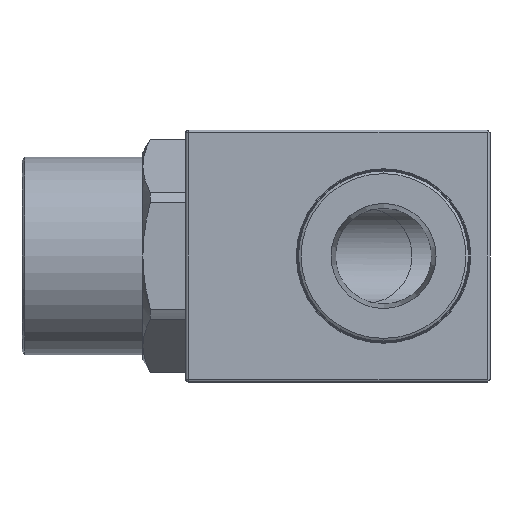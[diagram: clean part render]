
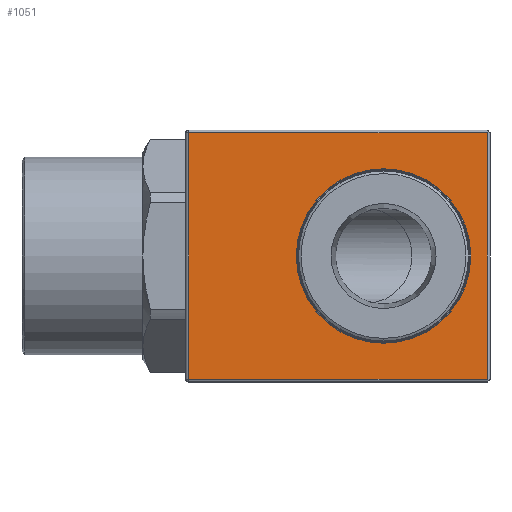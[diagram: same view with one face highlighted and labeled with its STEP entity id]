
A CAD part, front view. The second image highlights one B-rep face of the part: STEP entity #1051.
In plain terms, the highlighted planar face has unit normal (0, -1, 0).
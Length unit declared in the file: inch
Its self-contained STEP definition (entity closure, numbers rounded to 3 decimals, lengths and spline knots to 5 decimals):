
#627 = VERTEX_POINT ( 'NONE', #2193 ) ;
#629 = EDGE_CURVE ( 'NONE', #627, #630, #2192, .T. ) ;
#630 = VERTEX_POINT ( 'NONE', #2187 ) ;
#945 = VERTEX_POINT ( 'NONE', #2821 ) ;
#946 = VERTEX_POINT ( 'NONE', #2820 ) ;
#1001 = ORIENTED_EDGE ( 'NONE', *, *, #1002, .T. ) ;
#1002 = EDGE_CURVE ( 'NONE', #945, #946, #2913, .T. ) ;
#1003 = ORIENTED_EDGE ( 'NONE', *, *, #1004, .T. ) ;
#1004 = EDGE_CURVE ( 'NONE', #946, #1026, #2943, .T. ) ;
#1020 = ORIENTED_EDGE ( 'NONE', *, *, #1021, .F. ) ;
#1021 = EDGE_CURVE ( 'NONE', #630, #627, #2986, .T. ) ;
#1022 = ORIENTED_EDGE ( 'NONE', *, *, #629, .F. ) ;
#1023 = EDGE_LOOP ( 'NONE', ( #1024, #1028, #1001, #1003 ) ) ;
#1024 = ORIENTED_EDGE ( 'NONE', *, *, #1025, .T. ) ;
#1025 = EDGE_CURVE ( 'NONE', #1026, #1027, #2981, .T. ) ;
#1026 = VERTEX_POINT ( 'NONE', #2977 ) ;
#1027 = VERTEX_POINT ( 'NONE', #2976 ) ;
#1028 = ORIENTED_EDGE ( 'NONE', *, *, #1029, .T. ) ;
#1029 = EDGE_CURVE ( 'NONE', #1027, #945, #2975, .T. ) ;
#1051 = ADVANCED_FACE ( 'NONE', ( #2970, #2969 ), #2968, .T. ) ;
#1052 = EDGE_LOOP ( 'NONE', ( #1020, #1022 ) ) ;
#2187 = CARTESIAN_POINT ( 'NONE',  ( 0.40403, -0.455, 0.315 ) ) ;
#2188 = DIRECTION ( 'NONE',  ( 0., 0., -1. ) ) ;
#2189 = DIRECTION ( 'NONE',  ( 0., -1., 0. ) ) ;
#2190 = CARTESIAN_POINT ( 'NONE',  ( 0.40403, -0.455, 0. ) ) ;
#2191 = AXIS2_PLACEMENT_3D ( 'NONE', #2190, #2189, #2188 ) ;
#2192 = CIRCLE ( 'NONE', #2191, 0.315 ) ;
#2193 = CARTESIAN_POINT ( 'NONE',  ( 0.40403, -0.455, -0.315 ) ) ;
#2820 = CARTESIAN_POINT ( 'NONE',  ( 0.7785, -0.455, -0.445 ) ) ;
#2821 = CARTESIAN_POINT ( 'NONE',  ( -0.2999, -0.455, -0.445 ) ) ;
#2913 = LINE ( 'NONE', #2946, #2945 ) ;
#2940 = DIRECTION ( 'NONE',  ( 0., 0., 1. ) ) ;
#2941 = VECTOR ( 'NONE', #2940, 39.37008 ) ;
#2942 = CARTESIAN_POINT ( 'NONE',  ( 0.7785, -0.455, -1.88139 ) ) ;
#2943 = LINE ( 'NONE', #2942, #2941 ) ;
#2944 = DIRECTION ( 'NONE',  ( 1., 0., 0. ) ) ;
#2945 = VECTOR ( 'NONE', #2944, 39.37008 ) ;
#2946 = CARTESIAN_POINT ( 'NONE',  ( 0.7885, -0.455, -0.445 ) ) ;
#2968 = PLANE ( 'NONE',  #3021 ) ;
#2969 = FACE_OUTER_BOUND ( 'NONE', #1023, .T. ) ;
#2970 = FACE_BOUND ( 'NONE', #1052, .T. ) ;
#2972 = DIRECTION ( 'NONE',  ( 0., 0., -1. ) ) ;
#2973 = VECTOR ( 'NONE', #2972, 39.37008 ) ;
#2974 = CARTESIAN_POINT ( 'NONE',  ( -0.2999, -0.455, -0.455 ) ) ;
#2975 = LINE ( 'NONE', #2974, #2973 ) ;
#2976 = CARTESIAN_POINT ( 'NONE',  ( -0.2999, -0.455, 0.445 ) ) ;
#2977 = CARTESIAN_POINT ( 'NONE',  ( 0.7785, -0.455, 0.445 ) ) ;
#2978 = DIRECTION ( 'NONE',  ( -1., 0., 0. ) ) ;
#2979 = VECTOR ( 'NONE', #2978, 39.37008 ) ;
#2980 = CARTESIAN_POINT ( 'NONE',  ( -0.3099, -0.455, 0.445 ) ) ;
#2981 = LINE ( 'NONE', #2980, #2979 ) ;
#2982 = DIRECTION ( 'NONE',  ( 0., 0., -1. ) ) ;
#2983 = DIRECTION ( 'NONE',  ( 0., -1., 0. ) ) ;
#2984 = CARTESIAN_POINT ( 'NONE',  ( 0.40403, -0.455, 0. ) ) ;
#2985 = AXIS2_PLACEMENT_3D ( 'NONE', #2984, #2983, #2982 ) ;
#2986 = CIRCLE ( 'NONE', #2985, 0.315 ) ;
#3018 = DIRECTION ( 'NONE',  ( 1., 0., 0. ) ) ;
#3019 = DIRECTION ( 'NONE',  ( 0., -1., 0. ) ) ;
#3020 = CARTESIAN_POINT ( 'NONE',  ( 0.7885, -0.455, -1.88139 ) ) ;
#3021 = AXIS2_PLACEMENT_3D ( 'NONE', #3020, #3019, #3018 ) ;
